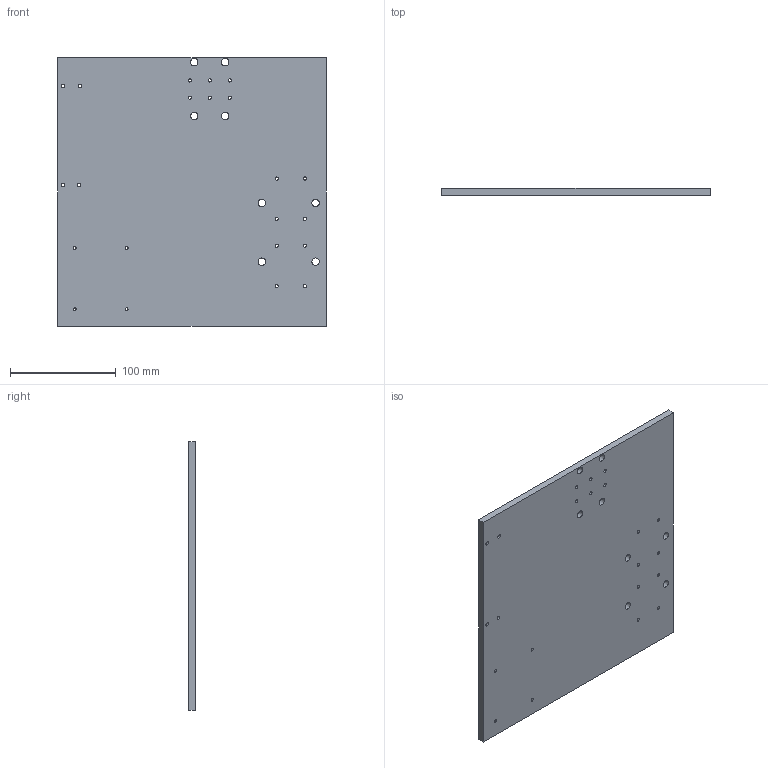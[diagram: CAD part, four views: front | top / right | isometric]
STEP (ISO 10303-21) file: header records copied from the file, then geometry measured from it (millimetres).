
FILE_DESCRIPTION(/* description */ (''),/* implementation_level */ '2;1');
FILE_NAME(/* name */ 'DPLX_P013_Lab_Baseplate.stp',/* time_stamp */ '2018-07-31T12:31:10-07:00',/* author */ ('MJ'),/* organization */ (''),/* preprocessor_version */ 'ST-DEVELOPER v16.13',/* originating_system */ 'Autodesk Inventor 2018',/* authorisation */ '');
FILE_SCHEMA (('AUTOMOTIVE_DESIGN { 1 0 10303 214 3 1 1 }'));
Length unit declared in the file: inch
Products named in the file (1): DPLX_P013_Lab_Baseplate
Bounding box: 254 x 6.35 x 254 mm (x, y, z)
Volume: 406707.3 mm3; surface area: 136994.8 mm2
Topology: 1 solids, 1 shells, 36 faces, 102 edges, 68 vertices
Faces by surface type: cylinder 30, plane 6
Full cylindrical faces by diameter (mm): 2.743 x4, 2.997 x14, 3.404 x4, 7.01 x8
Entity records: 1217 total; most frequent: DIRECTION 206, CARTESIAN_POINT 177, ORIENTED_EDGE 144, EDGE_LOOP 126, AXIS2_PLACEMENT_3D 97, FACE_BOUND 90, EDGE_CURVE 72, VERTEX_POINT 68
